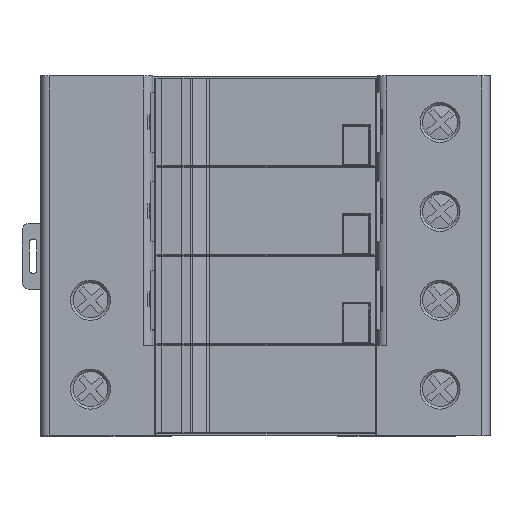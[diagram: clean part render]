
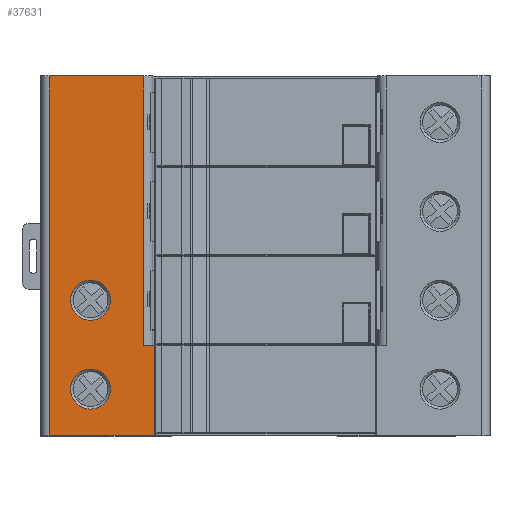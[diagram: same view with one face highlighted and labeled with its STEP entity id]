
A CAD part, top view. The second image highlights one B-rep face of the part: STEP entity #37631.
In plain terms, the highlighted planar face has unit normal (0, 0, 1).
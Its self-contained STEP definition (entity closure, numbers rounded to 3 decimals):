
#126 = CARTESIAN_POINT ( 'NONE',  ( -52.56, 30.725, 45.496 ) ) ;
#311 = FACE_BOUND ( 'NONE', #34159, .T. ) ;
#736 = VECTOR ( 'NONE', #36255, 1000. ) ;
#1485 = CARTESIAN_POINT ( 'NONE',  ( -35.19, -40.15, 45.496 ) ) ;
#2852 = CARTESIAN_POINT ( 'NONE',  ( -56.19, -40.7, 45.496 ) ) ;
#3020 = AXIS2_PLACEMENT_3D ( 'NONE', #26260, #16919, #23241 ) ;
#4011 = ORIENTED_EDGE ( 'NONE', *, *, #21132, .F. ) ;
#4021 = ORIENTED_EDGE ( 'NONE', *, *, #26249, .F. ) ;
#5353 = EDGE_CURVE ( 'NONE', #8701, #8701, #20419, .T. ) ;
#5924 = CARTESIAN_POINT ( 'NONE',  ( -43.99, -31.4, 45.496 ) ) ;
#6267 = ORIENTED_EDGE ( 'NONE', *, *, #5353, .F. ) ;
#6294 = EDGE_CURVE ( 'NONE', #34833, #34527, #17172, .T. ) ;
#6411 = CARTESIAN_POINT ( 'NONE',  ( -35.19, 36.719, 45.496 ) ) ;
#6931 = DIRECTION ( 'NONE',  ( 0., -1., 0. ) ) ;
#8251 = CARTESIAN_POINT ( 'NONE',  ( -47.756, -40.7, 45.496 ) ) ;
#8606 = VERTEX_POINT ( 'NONE', #27913 ) ;
#8701 = VERTEX_POINT ( 'NONE', #5924 ) ;
#8857 = EDGE_LOOP ( 'NONE', ( #21768 ) ) ;
#10321 = ORIENTED_EDGE ( 'NONE', *, *, #26717, .T. ) ;
#11553 = ORIENTED_EDGE ( 'NONE', *, *, #29836, .F. ) ;
#12965 = LINE ( 'NONE', #6411, #38800 ) ;
#13126 = EDGE_LOOP ( 'NONE', ( #39729, #11553, #15091, #23262, #4021, #10321, #4011 ) ) ;
#13311 = CARTESIAN_POINT ( 'NONE',  ( -47.99, -13.6, 45.496 ) ) ;
#15091 = ORIENTED_EDGE ( 'NONE', *, *, #18709, .F. ) ;
#15119 = CARTESIAN_POINT ( 'NONE',  ( -37.29, 31.3, 45.496 ) ) ;
#15378 = FACE_OUTER_BOUND ( 'NONE', #13126, .T. ) ;
#16919 = DIRECTION ( 'NONE',  ( 0., 0., 1. ) ) ;
#17172 = LINE ( 'NONE', #32766, #31014 ) ;
#17786 = CARTESIAN_POINT ( 'NONE',  ( -35.19, -40.7, 45.496 ) ) ;
#17937 = VERTEX_POINT ( 'NONE', #36744 ) ;
#18227 = PLANE ( 'NONE',  #30052 ) ;
#18259 = LINE ( 'NONE', #36454, #736 ) ;
#18709 = EDGE_CURVE ( 'NONE', #20198, #24200, #20796, .T. ) ;
#19177 = DIRECTION ( 'NONE',  ( 1., 0., 0. ) ) ;
#20029 = DIRECTION ( 'NONE',  ( 0., 0., 1. ) ) ;
#20198 = VERTEX_POINT ( 'NONE', #17786 ) ;
#20419 = CIRCLE ( 'NONE', #3020, 4. ) ;
#20796 = LINE ( 'NONE', #8251, #27473 ) ;
#21132 = EDGE_CURVE ( 'NONE', #34527, #32771, #21500, .T. ) ;
#21192 = VERTEX_POINT ( 'NONE', #1485 ) ;
#21336 = DIRECTION ( 'NONE',  ( 0., 1., 0. ) ) ;
#21500 = LINE ( 'NONE', #33772, #32835 ) ;
#21748 = DIRECTION ( 'NONE',  ( 0., 1., 0. ) ) ;
#21768 = ORIENTED_EDGE ( 'NONE', *, *, #26494, .F. ) ;
#23241 = DIRECTION ( 'NONE',  ( 1., 0., 0. ) ) ;
#23262 = ORIENTED_EDGE ( 'NONE', *, *, #32991, .F. ) ;
#24200 = VERTEX_POINT ( 'NONE', #2852 ) ;
#24250 = DIRECTION ( 'NONE',  ( -1., 0., 0. ) ) ;
#24781 = LINE ( 'NONE', #31756, #34584 ) ;
#26249 = EDGE_CURVE ( 'NONE', #8606, #21192, #12965, .T. ) ;
#26260 = CARTESIAN_POINT ( 'NONE',  ( -47.99, -31.4, 45.496 ) ) ;
#26494 = EDGE_CURVE ( 'NONE', #17937, #17937, #32452, .T. ) ;
#26717 = EDGE_CURVE ( 'NONE', #8606, #32771, #36740, .T. ) ;
#27473 = VECTOR ( 'NONE', #33064, 1000. ) ;
#27557 = DIRECTION ( 'NONE',  ( 0., -1., 0. ) ) ;
#27913 = CARTESIAN_POINT ( 'NONE',  ( -35.19, -22.65, 45.496 ) ) ;
#29836 = EDGE_CURVE ( 'NONE', #24200, #34833, #24781, .T. ) ;
#29869 = AXIS2_PLACEMENT_3D ( 'NONE', #13311, #20029, #19177 ) ;
#30052 = AXIS2_PLACEMENT_3D ( 'NONE', #126, #30983, #21336 ) ;
#30983 = DIRECTION ( 'NONE',  ( 0., 0., -1. ) ) ;
#31014 = VECTOR ( 'NONE', #32567, 1000. ) ;
#31756 = CARTESIAN_POINT ( 'NONE',  ( -56.19, -4.875, 45.496 ) ) ;
#32452 = CIRCLE ( 'NONE', #29869, 4. ) ;
#32567 = DIRECTION ( 'NONE',  ( 1., 0., 0. ) ) ;
#32766 = CARTESIAN_POINT ( 'NONE',  ( 10.457, 31.3, 45.496 ) ) ;
#32771 = VERTEX_POINT ( 'NONE', #38070 ) ;
#32835 = VECTOR ( 'NONE', #6931, 1000. ) ;
#32991 = EDGE_CURVE ( 'NONE', #21192, #20198, #18259, .T. ) ;
#33064 = DIRECTION ( 'NONE',  ( -1., 0., 0. ) ) ;
#33402 = FACE_BOUND ( 'NONE', #8857, .T. ) ;
#33772 = CARTESIAN_POINT ( 'NONE',  ( -37.29, -32.45, 45.496 ) ) ;
#34092 = CARTESIAN_POINT ( 'NONE',  ( -37.29, -22.65, 45.496 ) ) ;
#34159 = EDGE_LOOP ( 'NONE', ( #6267 ) ) ;
#34527 = VERTEX_POINT ( 'NONE', #15119 ) ;
#34584 = VECTOR ( 'NONE', #21748, 1000. ) ;
#34833 = VERTEX_POINT ( 'NONE', #39530 ) ;
#36255 = DIRECTION ( 'NONE',  ( 0., -1., 0. ) ) ;
#36454 = CARTESIAN_POINT ( 'NONE',  ( -35.19, 36.719, 45.496 ) ) ;
#36740 = LINE ( 'NONE', #34092, #37577 ) ;
#36744 = CARTESIAN_POINT ( 'NONE',  ( -43.99, -13.6, 45.496 ) ) ;
#37577 = VECTOR ( 'NONE', #24250, 1000. ) ;
#37631 = ADVANCED_FACE ( 'NONE', ( #15378, #33402, #311 ), #18227, .F. ) ;
#38070 = CARTESIAN_POINT ( 'NONE',  ( -37.29, -22.65, 45.496 ) ) ;
#38800 = VECTOR ( 'NONE', #27557, 1000. ) ;
#39530 = CARTESIAN_POINT ( 'NONE',  ( -56.19, 31.3, 45.496 ) ) ;
#39729 = ORIENTED_EDGE ( 'NONE', *, *, #6294, .F. ) ;
